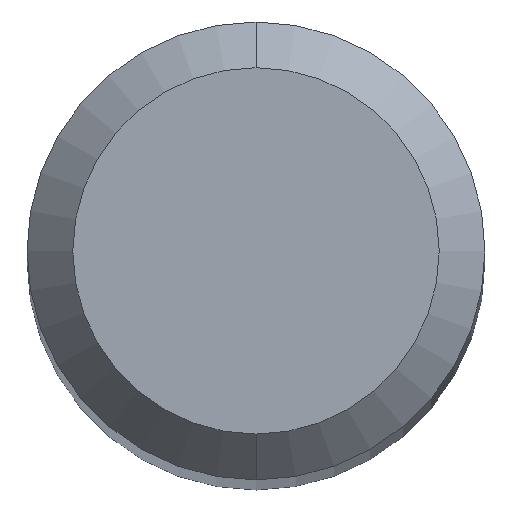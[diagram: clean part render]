
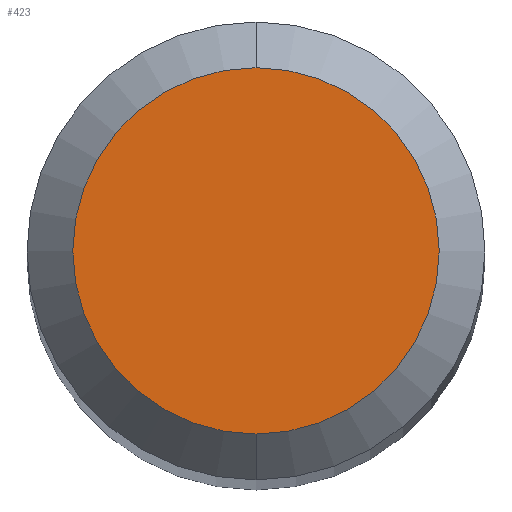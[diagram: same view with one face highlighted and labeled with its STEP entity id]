
A CAD part, top view. The second image highlights one B-rep face of the part: STEP entity #423.
In plain terms, the highlighted planar face has unit normal (0, 0, 1).
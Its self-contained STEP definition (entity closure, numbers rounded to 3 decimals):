
#257=EDGE_CURVE('',#395,#359,#556,.T.);
#359=VERTEX_POINT('',#669);
#395=VERTEX_POINT('',#711);
#421=EDGE_CURVE('',#359,#395,#738,.T.);
#423=ADVANCED_FACE('',(#740),#741,.T.);
#556=CIRCLE('',#978,1.2);
#669=CARTESIAN_POINT('',(0.,-1.2,0.0));
#711=CARTESIAN_POINT('',(0.0,1.2,0.0));
#738=CIRCLE('',#1349,1.2);
#740=FACE_OUTER_BOUND('',#1351,.T.);
#741=PLANE('',#1352);
#978=AXIS2_PLACEMENT_3D('',#1483,#1484,#1485);
#1349=AXIS2_PLACEMENT_3D('',#1694,#1695,#1696);
#1351=EDGE_LOOP('',(#1698,#1699));
#1352=AXIS2_PLACEMENT_3D('',#1700,#1701,#1702);
#1483=CARTESIAN_POINT('',(0.0,0.0,0.0));
#1484=DIRECTION('',(0.0,0.0,-1.0));
#1485=DIRECTION('',(0.0,1.0,0.0));
#1694=CARTESIAN_POINT('',(0.0,0.0,0.0));
#1695=DIRECTION('',(0.0,0.0,-1.0));
#1696=DIRECTION('',(0.0,1.0,0.0));
#1698=ORIENTED_EDGE('',*,*,#257,.F.);
#1699=ORIENTED_EDGE('',*,*,#421,.F.);
#1700=CARTESIAN_POINT('',(0.0,0.6,0.0));
#1701=DIRECTION('',(-0.0,0.0,1.0));
#1702=DIRECTION('',(0.0,-1.0,0.0));
